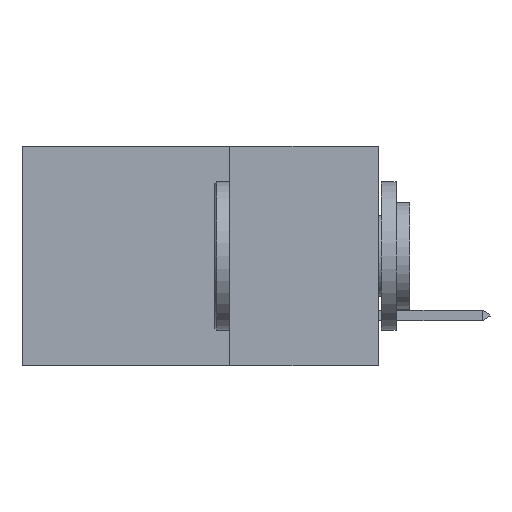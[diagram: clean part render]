
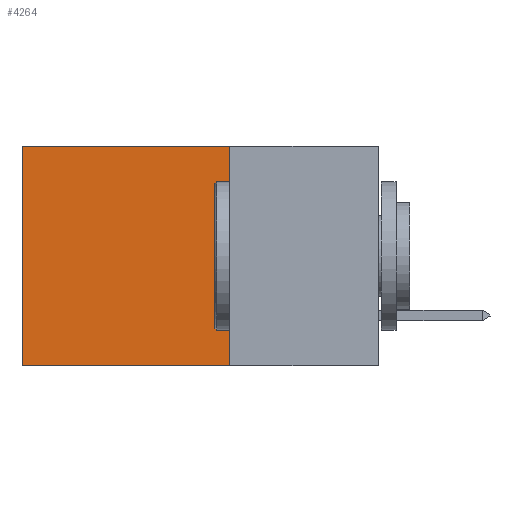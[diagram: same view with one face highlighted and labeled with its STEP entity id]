
A CAD part, left-side view. The second image highlights one B-rep face of the part: STEP entity #4264.
In plain terms, the highlighted planar face has unit normal (-1, 0, 0).
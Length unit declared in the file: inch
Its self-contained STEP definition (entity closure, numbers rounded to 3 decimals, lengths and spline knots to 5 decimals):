
#36 = VECTOR ( 'NONE', #2174, 39.37008 ) ;
#442 = VECTOR ( 'NONE', #840, 39.37008 ) ;
#671 = ORIENTED_EDGE ( 'NONE', *, *, #4775, .T. ) ;
#840 = DIRECTION ( 'NONE',  ( 0., 0., -1. ) ) ;
#931 = LINE ( 'NONE', #4222, #8327 ) ;
#1104 = CARTESIAN_POINT ( 'NONE',  ( 0.298, 0.6, 0. ) ) ;
#1883 = DIRECTION ( 'NONE',  ( 0., 1., 0. ) ) ;
#2174 = DIRECTION ( 'NONE',  ( 0., 0., -1. ) ) ;
#2405 = EDGE_CURVE ( 'NONE', #11596, #4446, #2930, .T. ) ;
#2651 = CARTESIAN_POINT ( 'NONE',  ( 0.298, 0.6, 0. ) ) ;
#2916 = VECTOR ( 'NONE', #1883, 39.37008 ) ;
#2930 = LINE ( 'NONE', #11085, #2916 ) ;
#3413 = EDGE_CURVE ( 'NONE', #8971, #11596, #4759, .T. ) ;
#4222 = CARTESIAN_POINT ( 'NONE',  ( 0.298, 0.25, 0. ) ) ;
#4264 = ADVANCED_FACE ( 'NONE', ( #14700 ), #12621, .F. ) ;
#4446 = VERTEX_POINT ( 'NONE', #9355 ) ;
#4529 = DIRECTION ( 'NONE',  ( 0., 0., -1. ) ) ;
#4737 = CARTESIAN_POINT ( 'NONE',  ( 0.298, 0.25, 0. ) ) ;
#4759 = LINE ( 'NONE', #14440, #442 ) ;
#4775 = EDGE_CURVE ( 'NONE', #8971, #11638, #931, .T. ) ;
#4796 = ORIENTED_EDGE ( 'NONE', *, *, #12949, .T. ) ;
#4826 = CARTESIAN_POINT ( 'NONE',  ( 0.298, 0.25, 0. ) ) ;
#5966 = CARTESIAN_POINT ( 'NONE',  ( 0.298, 0.25, -0.37 ) ) ;
#6266 = ORIENTED_EDGE ( 'NONE', *, *, #3413, .F. ) ;
#6416 = EDGE_LOOP ( 'NONE', ( #4796, #14784, #6266, #671 ) ) ;
#6879 = LINE ( 'NONE', #1104, #36 ) ;
#8327 = VECTOR ( 'NONE', #12185, 39.37008 ) ;
#8575 = AXIS2_PLACEMENT_3D ( 'NONE', #4737, #13687, #4529 ) ;
#8971 = VERTEX_POINT ( 'NONE', #4826 ) ;
#9355 = CARTESIAN_POINT ( 'NONE',  ( 0.298, 0.6, -0.37 ) ) ;
#11085 = CARTESIAN_POINT ( 'NONE',  ( 0.298, 0.25, -0.37 ) ) ;
#11596 = VERTEX_POINT ( 'NONE', #5966 ) ;
#11638 = VERTEX_POINT ( 'NONE', #2651 ) ;
#12185 = DIRECTION ( 'NONE',  ( 0., 1., 0. ) ) ;
#12621 = PLANE ( 'NONE',  #8575 ) ;
#12949 = EDGE_CURVE ( 'NONE', #11638, #4446, #6879, .T. ) ;
#13687 = DIRECTION ( 'NONE',  ( 1., 0., 0. ) ) ;
#14440 = CARTESIAN_POINT ( 'NONE',  ( 0.298, 0.25, 0. ) ) ;
#14700 = FACE_OUTER_BOUND ( 'NONE', #6416, .T. ) ;
#14784 = ORIENTED_EDGE ( 'NONE', *, *, #2405, .F. ) ;
